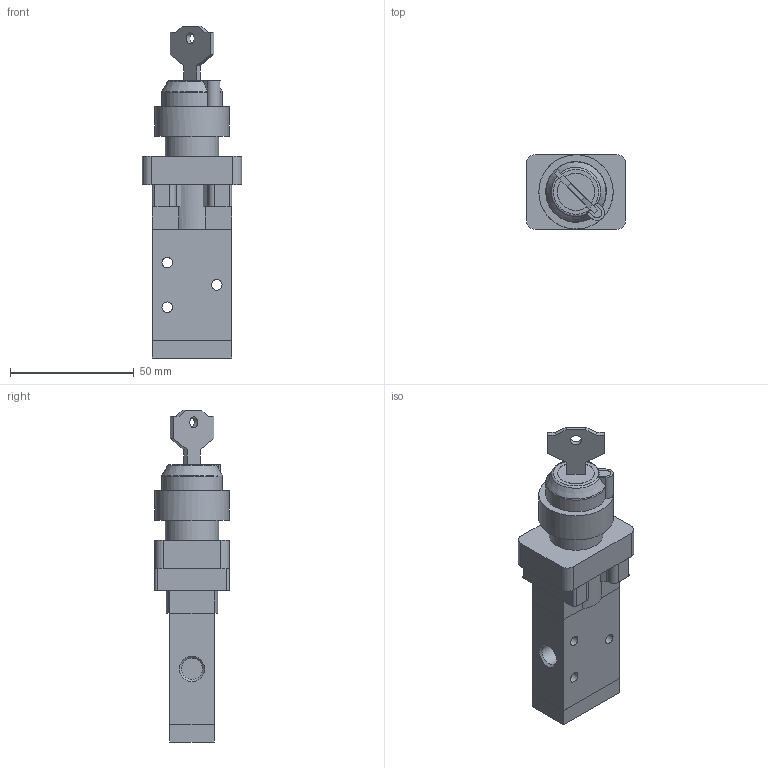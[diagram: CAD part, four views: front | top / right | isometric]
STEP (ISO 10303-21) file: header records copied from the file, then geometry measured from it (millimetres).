
FILE_DESCRIPTION((''),'2;1');
FILE_NAME('228_32_6_28.stp','2006-12-19T11:39:08',('rivolro1'),(''),'Autodesk Inventor 11','Autodesk Inventor 11','');
FILE_SCHEMA(('AUTOMOTIVE_DESIGN { 1 0 10303 214 1 1 1 1 }'));
Length unit declared in the file: millimetre
Products named in the file (1): 228_32_6_28
Bounding box: 40 x 30.02 x 134 mm (x, y, z)
Volume: 71048.8 mm3; surface area: 16436.4 mm2
Topology: 2 solids, 2 shells, 108 faces, 278 edges, 182 vertices
Faces by surface type: plane 68, cylinder 28, bspline 9, torus 2, cone 1
Full cylindrical faces by diameter (mm): 4.25 x3, 4.5 x1, 15 x1, 21.7 x1, 30 x1
Entity records: 3330 total; most frequent: CARTESIAN_POINT 696, DIRECTION 536, ORIENTED_EDGE 524, EDGE_CURVE 262, AXIS2_PLACEMENT_3D 180, VERTEX_POINT 180, VECTOR 176, LINE 176
